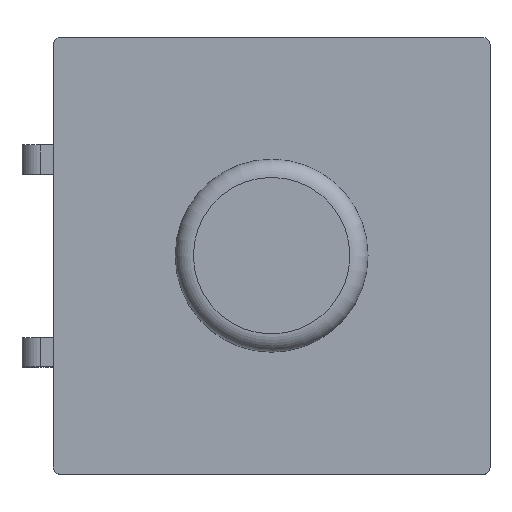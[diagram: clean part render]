
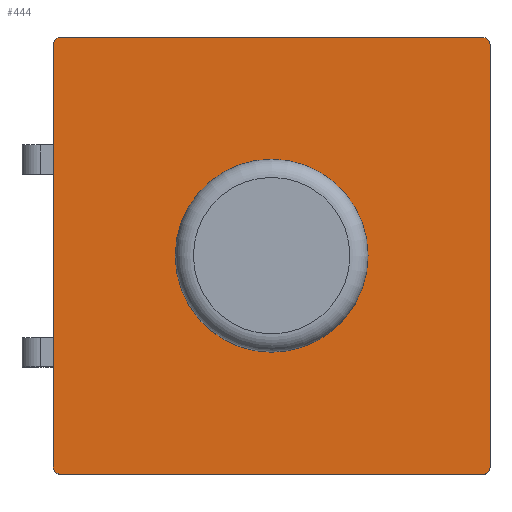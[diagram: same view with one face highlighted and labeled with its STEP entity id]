
A CAD part, top view. The second image highlights one B-rep face of the part: STEP entity #444.
In plain terms, the highlighted planar face has unit normal (0, 0, 1).
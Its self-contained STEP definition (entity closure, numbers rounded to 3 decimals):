
#231 = EDGE_CURVE('',#232,#234,#236,.T.);
#232 = VERTEX_POINT('',#233);
#233 = CARTESIAN_POINT('',(0.7,-8.45,6.5));
#234 = VERTEX_POINT('',#235);
#235 = CARTESIAN_POINT('',(0.7,3.15,6.5));
#236 = LINE('',#237,#238);
#237 = CARTESIAN_POINT('',(0.7,-8.65,6.5));
#238 = VECTOR('',#239,1.);
#239 = DIRECTION('',(0.,1.,0.));
#444 = ADVANCED_FACE('',(#445,#506),#517,.T.);
#445 = FACE_BOUND('',#446,.T.);
#446 = EDGE_LOOP('',(#447,#448,#457,#465,#474,#482,#491,#499));
#447 = ORIENTED_EDGE('',*,*,#231,.F.);
#448 = ORIENTED_EDGE('',*,*,#449,.T.);
#449 = EDGE_CURVE('',#232,#450,#452,.T.);
#450 = VERTEX_POINT('',#451);
#451 = CARTESIAN_POINT('',(0.9,-8.65,6.5));
#452 = CIRCLE('',#453,0.2);
#453 = AXIS2_PLACEMENT_3D('',#454,#455,#456);
#454 = CARTESIAN_POINT('',(0.9,-8.45,6.5));
#455 = DIRECTION('',(-0.,0.,1.));
#456 = DIRECTION('',(0.,-1.,0.));
#457 = ORIENTED_EDGE('',*,*,#458,.T.);
#458 = EDGE_CURVE('',#450,#459,#461,.T.);
#459 = VERTEX_POINT('',#460);
#460 = CARTESIAN_POINT('',(12.5,-8.65,6.5));
#461 = LINE('',#462,#463);
#462 = CARTESIAN_POINT('',(0.7,-8.65,6.5));
#463 = VECTOR('',#464,1.);
#464 = DIRECTION('',(1.,0.,0.));
#465 = ORIENTED_EDGE('',*,*,#466,.F.);
#466 = EDGE_CURVE('',#467,#459,#469,.T.);
#467 = VERTEX_POINT('',#468);
#468 = CARTESIAN_POINT('',(12.7,-8.45,6.5));
#469 = CIRCLE('',#470,0.2);
#470 = AXIS2_PLACEMENT_3D('',#471,#472,#473);
#471 = CARTESIAN_POINT('',(12.5,-8.45,6.5));
#472 = DIRECTION('',(-0.,-0.,-1.));
#473 = DIRECTION('',(0.,-1.,0.));
#474 = ORIENTED_EDGE('',*,*,#475,.T.);
#475 = EDGE_CURVE('',#467,#476,#478,.T.);
#476 = VERTEX_POINT('',#477);
#477 = CARTESIAN_POINT('',(12.7,3.15,6.5));
#478 = LINE('',#479,#480);
#479 = CARTESIAN_POINT('',(12.7,-8.65,6.5));
#480 = VECTOR('',#481,1.);
#481 = DIRECTION('',(0.,1.,0.));
#482 = ORIENTED_EDGE('',*,*,#483,.T.);
#483 = EDGE_CURVE('',#476,#484,#486,.T.);
#484 = VERTEX_POINT('',#485);
#485 = CARTESIAN_POINT('',(12.5,3.35,6.5));
#486 = CIRCLE('',#487,0.2);
#487 = AXIS2_PLACEMENT_3D('',#488,#489,#490);
#488 = CARTESIAN_POINT('',(12.5,3.15,6.5));
#489 = DIRECTION('',(-0.,0.,1.));
#490 = DIRECTION('',(0.,-1.,0.));
#491 = ORIENTED_EDGE('',*,*,#492,.F.);
#492 = EDGE_CURVE('',#493,#484,#495,.T.);
#493 = VERTEX_POINT('',#494);
#494 = CARTESIAN_POINT('',(0.9,3.35,6.5));
#495 = LINE('',#496,#497);
#496 = CARTESIAN_POINT('',(0.7,3.35,6.5));
#497 = VECTOR('',#498,1.);
#498 = DIRECTION('',(1.,0.,0.));
#499 = ORIENTED_EDGE('',*,*,#500,.F.);
#500 = EDGE_CURVE('',#234,#493,#501,.T.);
#501 = CIRCLE('',#502,0.2);
#502 = AXIS2_PLACEMENT_3D('',#503,#504,#505);
#503 = CARTESIAN_POINT('',(0.9,3.15,6.5));
#504 = DIRECTION('',(-0.,-0.,-1.));
#505 = DIRECTION('',(0.,-1.,0.));
#506 = FACE_BOUND('',#507,.T.);
#507 = EDGE_LOOP('',(#508));
#508 = ORIENTED_EDGE('',*,*,#509,.F.);
#509 = EDGE_CURVE('',#510,#510,#512,.T.);
#510 = VERTEX_POINT('',#511);
#511 = CARTESIAN_POINT('',(9.35,-2.65,6.5));
#512 = CIRCLE('',#513,2.65);
#513 = AXIS2_PLACEMENT_3D('',#514,#515,#516);
#514 = CARTESIAN_POINT('',(6.7,-2.65,6.5));
#515 = DIRECTION('',(0.,0.,1.));
#516 = DIRECTION('',(1.,0.,0.));
#517 = PLANE('',#518);
#518 = AXIS2_PLACEMENT_3D('',#519,#520,#521);
#519 = CARTESIAN_POINT('',(0.7,-8.65,6.5));
#520 = DIRECTION('',(0.,0.,1.));
#521 = DIRECTION('',(1.,0.,0.));
